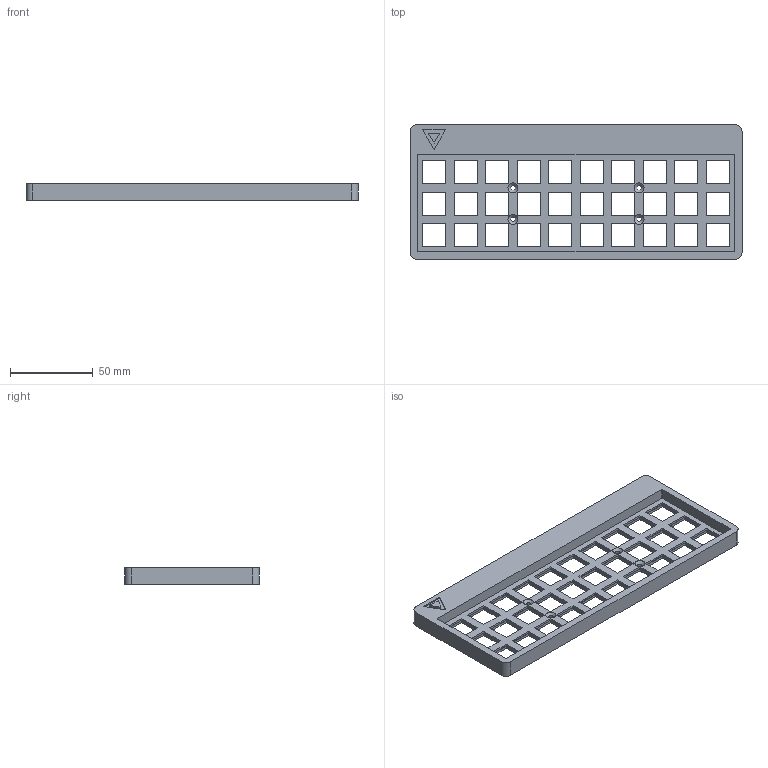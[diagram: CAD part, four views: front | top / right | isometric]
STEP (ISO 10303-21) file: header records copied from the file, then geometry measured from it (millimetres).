
FILE_DESCRIPTION(/* description */ (''),/* implementation_level */ '2;1');
FILE_NAME(/* name */ 'VOID30 - Top LOGO.step',/* time_stamp */ '2021-04-01T13:28:08+03:00',/* author */ (''),/* organization */ (''),/* preprocessor_version */ 'ST-DEVELOPER v18.1',/* originating_system */ 'Autodesk Translation Framework v9.10.0.1330',/* authorisation */ '');
FILE_SCHEMA (('AUTOMOTIVE_DESIGN { 1 0 10303 214 3 1 1 }'));
Length unit declared in the file: millimetre
Products named in the file (1): VOID30
Bounding box: 200.5 x 81.15 x 10 mm (x, y, z)
Volume: 63909.9 mm3; surface area: 37842.9 mm2
Topology: 1 solids, 1 shells, 333 faces, 866 edges, 576 vertices
Faces by surface type: plane 305, cylinder 24, cone 4
Full cylindrical faces by diameter (mm): 2.95 x8
Entity records: 10178 total; most frequent: CARTESIAN_POINT 1776, ORIENTED_EDGE 1732, DIRECTION 1586, EDGE_CURVE 866, LINE 814, VECTOR 814, VERTEX_POINT 576, EDGE_LOOP 442
